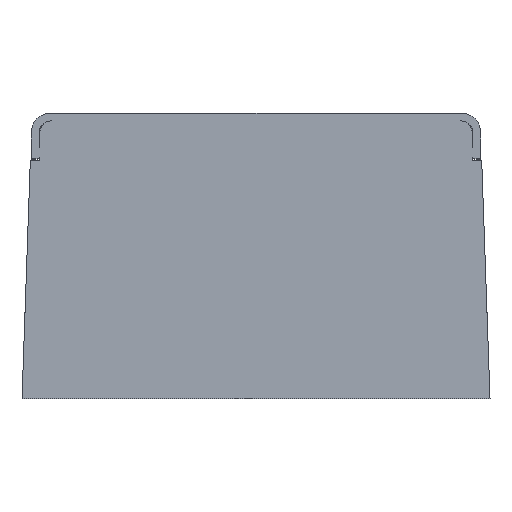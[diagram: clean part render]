
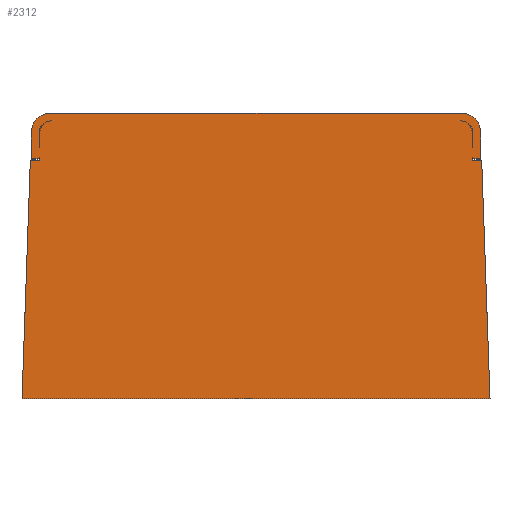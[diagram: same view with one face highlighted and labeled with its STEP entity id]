
A CAD part, top view. The second image highlights one B-rep face of the part: STEP entity #2312.
In plain terms, the highlighted planar face has unit normal (0, 0, 1).
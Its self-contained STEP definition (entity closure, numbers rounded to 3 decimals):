
#372=CARTESIAN_POINT('',(51.5,31.,30.));
#373=DIRECTION('',(0.,0.,1.));
#374=DIRECTION('',(1.,0.,0.));
#375=AXIS2_PLACEMENT_3D('',#372,#373,#374);
#377=DIRECTION('',(0.,1.,0.));
#378=VECTOR('',#377,3.6);
#379=CARTESIAN_POINT('',(54.5,27.4,30.));
#380=LINE('',#379,#378);
#381=CARTESIAN_POINT('',(53.7,28.,30.));
#382=DIRECTION('',(0.,0.,-1.));
#383=DIRECTION('',(1.,0.,0.));
#384=AXIS2_PLACEMENT_3D('',#381,#382,#383);
#386=DIRECTION('',(0.,-1.,0.));
#387=VECTOR('',#386,3.);
#388=CARTESIAN_POINT('',(54.7,31.,30.));
#389=LINE('',#388,#387);
#390=CARTESIAN_POINT('',(51.7,31.,30.));
#391=DIRECTION('',(0.,0.,-1.));
#392=DIRECTION('',(0.,1.,0.));
#393=AXIS2_PLACEMENT_3D('',#390,#391,#392);
#395=DIRECTION('',(0.,-1.,0.));
#396=VECTOR('',#395,0.673);
#397=CARTESIAN_POINT('',(-54.5,24.673,30.));
#398=LINE('',#397,#396);
#399=CARTESIAN_POINT('',(-55.2,26.,30.));
#400=DIRECTION('',(0.,0.,1.));
#401=DIRECTION('',(0.,-1.,0.));
#402=AXIS2_PLACEMENT_3D('',#399,#400,#401);
#404=DIRECTION('',(1.,0.,0.));
#405=VECTOR('',#404,1.5);
#406=CARTESIAN_POINT('',(-56.7,24.5,30.));
#407=LINE('',#406,#405);
#408=DIRECTION('',(0.,-1.,0.));
#409=VECTOR('',#408,6.5);
#410=CARTESIAN_POINT('',(-56.7,31.,30.));
#411=LINE('',#410,#409);
#412=CARTESIAN_POINT('',(-51.7,31.,30.));
#413=DIRECTION('',(0.,0.,1.));
#414=DIRECTION('',(0.,1.,0.));
#415=AXIS2_PLACEMENT_3D('',#412,#413,#414);
#417=DIRECTION('',(-1.,0.,0.));
#418=VECTOR('',#417,103.4);
#419=CARTESIAN_POINT('',(51.7,36.,30.));
#420=LINE('',#419,#418);
#421=CARTESIAN_POINT('',(51.7,31.,30.));
#422=DIRECTION('',(0.,0.,1.));
#423=DIRECTION('',(1.,0.,0.));
#424=AXIS2_PLACEMENT_3D('',#421,#422,#423);
#426=DIRECTION('',(0.,1.,0.));
#427=VECTOR('',#426,6.5);
#428=CARTESIAN_POINT('',(56.7,24.5,30.));
#429=LINE('',#428,#427);
#430=DIRECTION('',(1.,0.,0.));
#431=VECTOR('',#430,1.5);
#432=CARTESIAN_POINT('',(55.2,24.5,30.));
#433=LINE('',#432,#431);
#434=CARTESIAN_POINT('',(55.2,26.,30.));
#435=DIRECTION('',(0.,0.,1.));
#436=DIRECTION('',(-0.467,-0.884,0.));
#437=AXIS2_PLACEMENT_3D('',#434,#435,#436);
#439=DIRECTION('',(0.,1.,0.));
#440=VECTOR('',#439,0.673);
#441=CARTESIAN_POINT('',(54.5,24.,30.));
#442=LINE('',#441,#440);
#443=DIRECTION('',(-1.,0.,0.));
#444=VECTOR('',#443,2.405);
#445=CARTESIAN_POINT('',(56.905,24.,30.));
#446=LINE('',#445,#444);
#447=DIRECTION('',(-0.035,0.999,0.));
#448=VECTOR('',#447,60.037);
#449=CARTESIAN_POINT('',(59.,-36.,30.));
#450=LINE('',#449,#448);
#451=DIRECTION('',(1.,0.,0.));
#452=VECTOR('',#451,118.);
#453=CARTESIAN_POINT('',(-59.,-36.,30.));
#454=LINE('',#453,#452);
#455=DIRECTION('',(-0.035,-0.999,0.));
#456=VECTOR('',#455,60.037);
#457=CARTESIAN_POINT('',(-56.905,24.,30.));
#458=LINE('',#457,#456);
#459=DIRECTION('',(-1.,0.,0.));
#460=VECTOR('',#459,2.405);
#461=CARTESIAN_POINT('',(-54.5,24.,30.));
#462=LINE('',#461,#460);
#463=CARTESIAN_POINT('',(-51.7,31.,30.));
#464=DIRECTION('',(0.,0.,-1.));
#465=DIRECTION('',(-1.,0.,0.));
#466=AXIS2_PLACEMENT_3D('',#463,#464,#465);
#468=DIRECTION('',(0.,1.,0.));
#469=VECTOR('',#468,3.);
#470=CARTESIAN_POINT('',(-54.7,28.,30.));
#471=LINE('',#470,#469);
#472=CARTESIAN_POINT('',(-53.7,28.,30.));
#473=DIRECTION('',(0.,0.,-1.));
#474=DIRECTION('',(-0.8,-0.6,0.));
#475=AXIS2_PLACEMENT_3D('',#472,#473,#474);
#477=DIRECTION('',(0.,-1.,0.));
#478=VECTOR('',#477,3.6);
#479=CARTESIAN_POINT('',(-54.5,31.,30.));
#480=LINE('',#479,#478);
#481=CARTESIAN_POINT('',(-51.5,31.,30.));
#482=DIRECTION('',(0.,0.,1.));
#483=DIRECTION('',(-0.067,0.998,0.));
#484=AXIS2_PLACEMENT_3D('',#481,#482,#483);
#1518=CARTESIAN_POINT('',(-54.5,24.,30.));
#1519=CARTESIAN_POINT('',(-56.905,24.,30.));
#1520=VERTEX_POINT('',#1518);
#1521=VERTEX_POINT('',#1519);
#1522=CARTESIAN_POINT('',(-59.,-36.,30.));
#1523=VERTEX_POINT('',#1522);
#1524=CARTESIAN_POINT('',(59.,-36.,30.));
#1525=VERTEX_POINT('',#1524);
#1526=CARTESIAN_POINT('',(56.905,24.,30.));
#1527=VERTEX_POINT('',#1526);
#1528=CARTESIAN_POINT('',(54.5,24.,30.));
#1529=VERTEX_POINT('',#1528);
#1591=CARTESIAN_POINT('',(54.5,31.,30.));
#1593=VERTEX_POINT('',#1591);
#1599=CARTESIAN_POINT('',(-54.5,31.,30.));
#1601=VERTEX_POINT('',#1599);
#1630=CARTESIAN_POINT('',(51.7,34.,30.));
#1631=CARTESIAN_POINT('',(54.7,31.,30.));
#1632=VERTEX_POINT('',#1630);
#1633=VERTEX_POINT('',#1631);
#1634=CARTESIAN_POINT('',(54.7,28.,30.));
#1635=VERTEX_POINT('',#1634);
#1636=CARTESIAN_POINT('',(55.2,24.5,30.));
#1637=CARTESIAN_POINT('',(56.7,24.5,30.));
#1638=VERTEX_POINT('',#1636);
#1639=VERTEX_POINT('',#1637);
#1640=CARTESIAN_POINT('',(56.7,31.,30.));
#1641=VERTEX_POINT('',#1640);
#1642=CARTESIAN_POINT('',(51.7,36.,30.));
#1643=VERTEX_POINT('',#1642);
#1644=CARTESIAN_POINT('',(-51.7,36.,30.));
#1645=VERTEX_POINT('',#1644);
#1646=CARTESIAN_POINT('',(-56.7,31.,30.));
#1647=VERTEX_POINT('',#1646);
#1648=CARTESIAN_POINT('',(-56.7,24.5,30.));
#1649=VERTEX_POINT('',#1648);
#1650=CARTESIAN_POINT('',(-55.2,24.5,30.));
#1651=VERTEX_POINT('',#1650);
#1652=CARTESIAN_POINT('',(-54.7,28.,30.));
#1653=CARTESIAN_POINT('',(-54.7,31.,30.));
#1654=VERTEX_POINT('',#1652);
#1655=VERTEX_POINT('',#1653);
#1656=CARTESIAN_POINT('',(-51.7,34.,30.));
#1657=VERTEX_POINT('',#1656);
#1663=CARTESIAN_POINT('',(54.5,24.673,30.));
#1665=VERTEX_POINT('',#1663);
#1671=CARTESIAN_POINT('',(54.5,27.4,30.));
#1673=VERTEX_POINT('',#1671);
#1695=CARTESIAN_POINT('',(-54.5,27.4,30.));
#1697=VERTEX_POINT('',#1695);
#1703=CARTESIAN_POINT('',(-54.5,24.673,30.));
#1705=VERTEX_POINT('',#1703);
#2257=CARTESIAN_POINT('',(0.,0.,30.));
#2258=DIRECTION('',(0.,0.,1.));
#2259=DIRECTION('',(1.,0.,0.));
#2260=AXIS2_PLACEMENT_3D('',#2257,#2258,#2259);
#2261=PLANE('',#2260);
#2263=ORIENTED_EDGE('',*,*,#2262,.F.);
#2265=ORIENTED_EDGE('',*,*,#2264,.F.);
#2267=ORIENTED_EDGE('',*,*,#2266,.F.);
#2269=ORIENTED_EDGE('',*,*,#2268,.F.);
#2271=ORIENTED_EDGE('',*,*,#2270,.F.);
#2273=ORIENTED_EDGE('',*,*,#2272,.F.);
#2275=ORIENTED_EDGE('',*,*,#2274,.F.);
#2277=ORIENTED_EDGE('',*,*,#2276,.F.);
#2279=ORIENTED_EDGE('',*,*,#2278,.F.);
#2281=ORIENTED_EDGE('',*,*,#2280,.F.);
#2283=ORIENTED_EDGE('',*,*,#2282,.F.);
#2285=ORIENTED_EDGE('',*,*,#2284,.F.);
#2287=ORIENTED_EDGE('',*,*,#2286,.F.);
#2289=ORIENTED_EDGE('',*,*,#2288,.F.);
#2291=ORIENTED_EDGE('',*,*,#2290,.F.);
#2293=ORIENTED_EDGE('',*,*,#2292,.F.);
#2294=EDGE_LOOP('',(#2263,#2265,#2267,#2269,#2271,#2273,#2275,#2277,#2279,#2281,
#2283,#2285,#2287,#2289,#2291,#2293));
#2295=FACE_OUTER_BOUND('',#2294,.F.);
#2296=ORIENTED_EDGE('',*,*,#2178,.F.);
#2297=ORIENTED_EDGE('',*,*,#2204,.F.);
#2298=ORIENTED_EDGE('',*,*,#2220,.F.);
#2299=ORIENTED_EDGE('',*,*,#2238,.F.);
#2300=ORIENTED_EDGE('',*,*,#2251,.F.);
#2301=EDGE_LOOP('',(#2296,#2297,#2298,#2299,#2300));
#2302=FACE_BOUND('',#2301,.F.);
#2304=ORIENTED_EDGE('',*,*,#2303,.F.);
#2306=ORIENTED_EDGE('',*,*,#2305,.F.);
#2307=ORIENTED_EDGE('',*,*,#2095,.F.);
#2308=ORIENTED_EDGE('',*,*,#2078,.F.);
#2309=ORIENTED_EDGE('',*,*,#1964,.F.);
#2310=EDGE_LOOP('',(#2304,#2306,#2307,#2308,#2309));
#2311=FACE_BOUND('',#2310,.F.);
#376=CIRCLE('',#375,3.);
#385=CIRCLE('',#384,1.);
#394=CIRCLE('',#393,3.);
#403=CIRCLE('',#402,1.5);
#416=CIRCLE('',#415,5.);
#425=CIRCLE('',#424,5.);
#438=CIRCLE('',#437,1.5);
#467=CIRCLE('',#466,3.);
#476=CIRCLE('',#475,1.);
#485=CIRCLE('',#484,3.);
#1964=EDGE_CURVE('',#1657,#1601,#485,.T.);
#2078=EDGE_CURVE('',#1601,#1697,#480,.T.);
#2095=EDGE_CURVE('',#1697,#1654,#476,.T.);
#2178=EDGE_CURVE('',#1593,#1632,#376,.T.);
#2204=EDGE_CURVE('',#1673,#1593,#380,.T.);
#2220=EDGE_CURVE('',#1635,#1673,#385,.T.);
#2238=EDGE_CURVE('',#1633,#1635,#389,.T.);
#2251=EDGE_CURVE('',#1632,#1633,#394,.T.);
#2262=EDGE_CURVE('',#1705,#1520,#398,.T.);
#2264=EDGE_CURVE('',#1651,#1705,#403,.T.);
#2266=EDGE_CURVE('',#1649,#1651,#407,.T.);
#2268=EDGE_CURVE('',#1647,#1649,#411,.T.);
#2270=EDGE_CURVE('',#1645,#1647,#416,.T.);
#2272=EDGE_CURVE('',#1643,#1645,#420,.T.);
#2274=EDGE_CURVE('',#1641,#1643,#425,.T.);
#2276=EDGE_CURVE('',#1639,#1641,#429,.T.);
#2278=EDGE_CURVE('',#1638,#1639,#433,.T.);
#2280=EDGE_CURVE('',#1665,#1638,#438,.T.);
#2282=EDGE_CURVE('',#1529,#1665,#442,.T.);
#2284=EDGE_CURVE('',#1527,#1529,#446,.T.);
#2286=EDGE_CURVE('',#1525,#1527,#450,.T.);
#2288=EDGE_CURVE('',#1523,#1525,#454,.T.);
#2290=EDGE_CURVE('',#1521,#1523,#458,.T.);
#2292=EDGE_CURVE('',#1520,#1521,#462,.T.);
#2303=EDGE_CURVE('',#1655,#1657,#467,.T.);
#2305=EDGE_CURVE('',#1654,#1655,#471,.T.);
#2312=ADVANCED_FACE('',(#2295,#2302,#2311),#2261,.T.);
